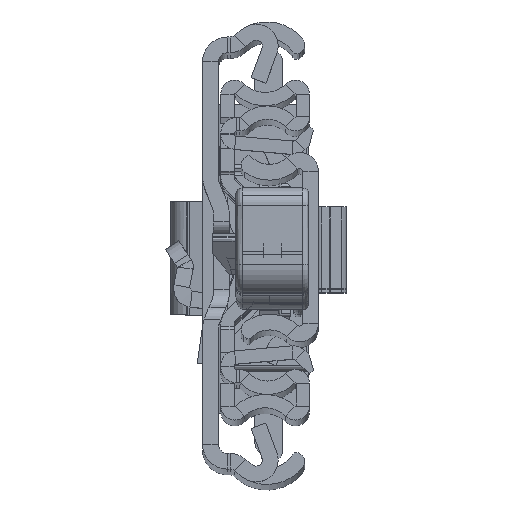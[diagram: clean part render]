
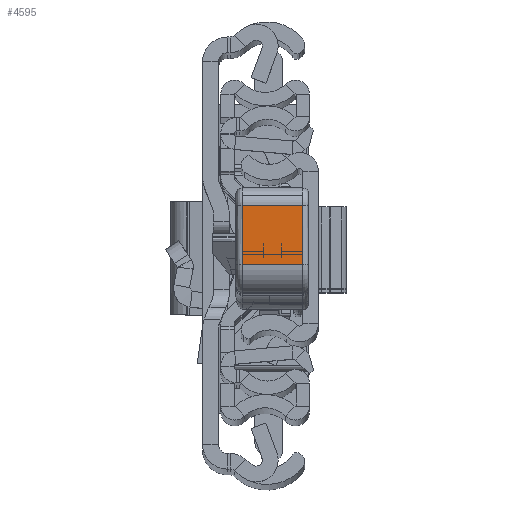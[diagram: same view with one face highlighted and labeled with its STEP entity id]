
A CAD part, top view. The second image highlights one B-rep face of the part: STEP entity #4595.
In plain terms, the highlighted face is planar.
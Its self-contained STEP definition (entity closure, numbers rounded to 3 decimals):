
#1255 = CARTESIAN_POINT ( 'NONE',  ( 39.55, -12.274, -11. ) ) ;
#2894 = VERTEX_POINT ( 'NONE', #13942 ) ;
#3437 = EDGE_CURVE ( 'NONE', #8668, #35645, #29167, .T. ) ;
#4595 = ADVANCED_FACE ( 'NONE', ( #19008 ), #36208, .F. ) ;
#5142 = CARTESIAN_POINT ( 'NONE',  ( 39.55, -12.274, 0. ) ) ;
#5186 = VECTOR ( 'NONE', #16504, 1000. ) ;
#5755 = EDGE_LOOP ( 'NONE', ( #35780, #31068, #8641, #32260 ) ) ;
#6072 = CARTESIAN_POINT ( 'NONE',  ( 39.818, -2.465, -11. ) ) ;
#6949 = VECTOR ( 'NONE', #7241, 1000. ) ;
#7241 = DIRECTION ( 'NONE',  ( 0., 0., 1. ) ) ;
#7450 = DIRECTION ( 'NONE',  ( -0.027, -1., 0. ) ) ;
#7737 = LINE ( 'NONE', #5142, #5186 ) ;
#8641 = ORIENTED_EDGE ( 'NONE', *, *, #3437, .F. ) ;
#8668 = VERTEX_POINT ( 'NONE', #35726 ) ;
#8935 = EDGE_CURVE ( 'NONE', #27718, #8668, #7737, .T. ) ;
#12297 = LINE ( 'NONE', #1255, #6949 ) ;
#13288 = LINE ( 'NONE', #24638, #21992 ) ;
#13942 = CARTESIAN_POINT ( 'NONE',  ( 39.55, -12.274, -10. ) ) ;
#16504 = DIRECTION ( 'NONE',  ( 0.027, 1., 0. ) ) ;
#17240 = DIRECTION ( 'NONE',  ( 0., 0., -1. ) ) ;
#19008 = FACE_OUTER_BOUND ( 'NONE', #5755, .T. ) ;
#21273 = DIRECTION ( 'NONE',  ( -1., 0.027, 0. ) ) ;
#21992 = VECTOR ( 'NONE', #33620, 1000. ) ;
#24272 = EDGE_CURVE ( 'NONE', #35645, #2894, #13288, .T. ) ;
#24638 = CARTESIAN_POINT ( 'NONE',  ( 39.55, -12.274, -10. ) ) ;
#25238 = CARTESIAN_POINT ( 'NONE',  ( 39.55, -12.274, 0. ) ) ;
#27718 = VERTEX_POINT ( 'NONE', #25238 ) ;
#28162 = CARTESIAN_POINT ( 'NONE',  ( 39.818, -2.465, -10. ) ) ;
#28354 = VECTOR ( 'NONE', #17240, 1000. ) ;
#29167 = LINE ( 'NONE', #6072, #28354 ) ;
#31068 = ORIENTED_EDGE ( 'NONE', *, *, #24272, .F. ) ;
#31673 = EDGE_CURVE ( 'NONE', #2894, #27718, #12297, .T. ) ;
#32233 = AXIS2_PLACEMENT_3D ( 'NONE', #36006, #21273, #7450 ) ;
#32260 = ORIENTED_EDGE ( 'NONE', *, *, #8935, .F. ) ;
#33620 = DIRECTION ( 'NONE',  ( -0.027, -1., 0. ) ) ;
#35645 = VERTEX_POINT ( 'NONE', #28162 ) ;
#35726 = CARTESIAN_POINT ( 'NONE',  ( 39.818, -2.465, 0. ) ) ;
#35780 = ORIENTED_EDGE ( 'NONE', *, *, #31673, .F. ) ;
#36006 = CARTESIAN_POINT ( 'NONE',  ( 39.55, -12.274, -11. ) ) ;
#36208 = PLANE ( 'NONE',  #32233 ) ;
